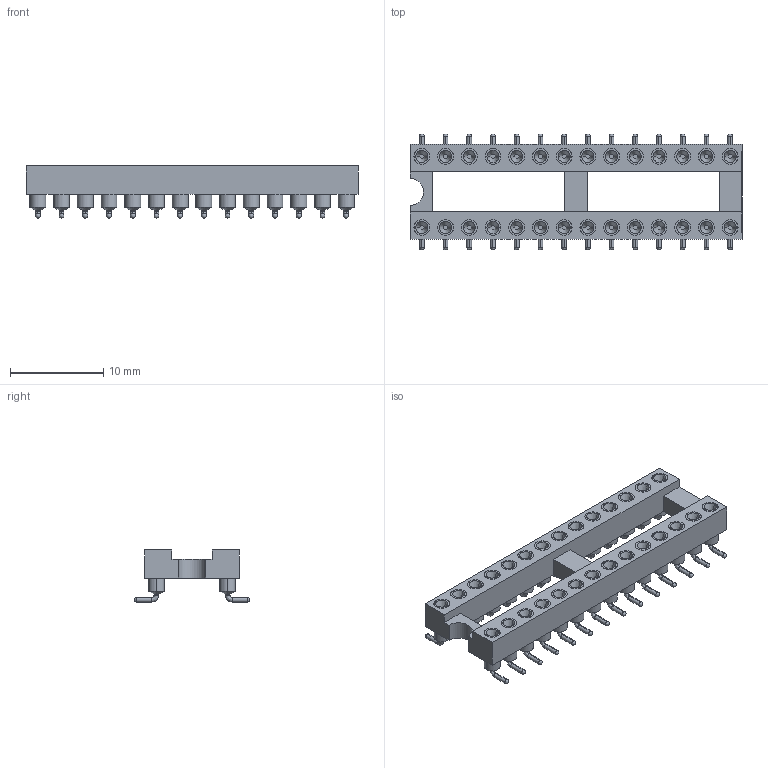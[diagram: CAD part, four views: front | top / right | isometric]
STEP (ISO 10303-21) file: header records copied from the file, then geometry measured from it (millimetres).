
FILE_DESCRIPTION (( 'STEP AP214' ), '1' );
FILE_NAME ('7F7D9B88-103B-458E-A196-C7E296EC38DF.STEP', '2023-04-22T05:50:58', ( '' ), ( '' ), 'SwSTEP 2.0', 'SolidWorks 2022', '' );
FILE_SCHEMA (( 'AUTOMOTIVE_DESIGN' ));
Length unit declared in the file: millimetre
Products named in the file (1): 7F7D9B88-103B-458E-A196-C7E296EC38DF
Bounding box: 35.56 x 12.42 x 5.59 mm (x, y, z)
Volume: 764.8 mm3; surface area: 1731.6 mm2
Topology: 1 solids, 1 shells, 634 faces, 1398 edges, 820 vertices
Faces by surface type: cylinder 337, cone 112, plane 101, bspline 84
Entity records: 23994 total; most frequent: CARTESIAN_POINT 4057, DIRECTION 3286, ORIENTED_EDGE 2684, AXIS2_PLACEMENT_3D 1393, EDGE_CURVE 1342, CIRCLE 842, VERTEX_POINT 820, EDGE_LOOP 748
